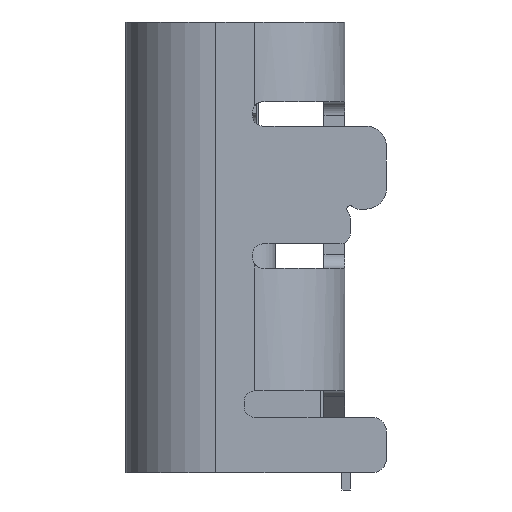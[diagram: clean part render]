
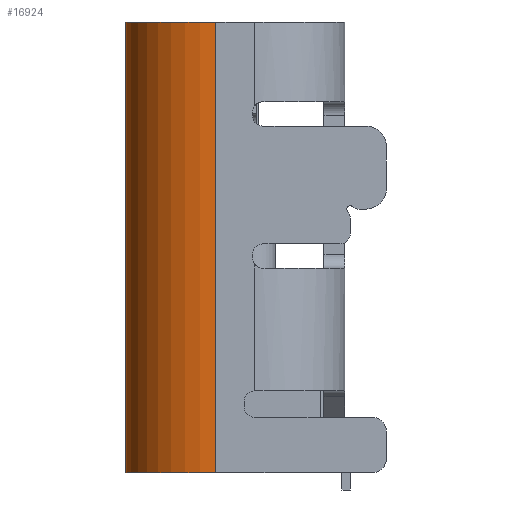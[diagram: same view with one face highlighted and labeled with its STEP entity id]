
A CAD part, left-side view. The second image highlights one B-rep face of the part: STEP entity #16924.
In plain terms, the highlighted cylindrical face has radius 1.3 mm (diameter 2.6 mm), a partial arc.
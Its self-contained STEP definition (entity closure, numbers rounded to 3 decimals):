
#954 = EDGE_CURVE ( 'NONE', #22653, #16890, #5021, .T. ) ;
#977 = CARTESIAN_POINT ( 'NONE',  ( -3.17, 1.94, -3.125 ) ) ;
#1462 = DIRECTION ( 'NONE',  ( 0., 0., 1. ) ) ;
#1498 = DIRECTION ( 'NONE',  ( 1., 0., 0. ) ) ;
#2451 = ORIENTED_EDGE ( 'NONE', *, *, #954, .F. ) ;
#2464 = ORIENTED_EDGE ( 'NONE', *, *, #7919, .T. ) ;
#2610 = CARTESIAN_POINT ( 'NONE',  ( -3.17, 3.24, 3.375 ) ) ;
#5021 = LINE ( 'NONE', #21613, #16434 ) ;
#6585 = CARTESIAN_POINT ( 'NONE',  ( -3.17, 1.94, 3.375 ) ) ;
#7064 = DIRECTION ( 'NONE',  ( 0., 0., -1. ) ) ;
#7606 = CIRCLE ( 'NONE', #10711, 1.3 ) ;
#7919 = EDGE_CURVE ( 'NONE', #15901, #16890, #7606, .T. ) ;
#9049 = EDGE_CURVE ( 'NONE', #22653, #10486, #12337, .T. ) ;
#10256 = CARTESIAN_POINT ( 'NONE',  ( -3.17, 3.24, -3.125 ) ) ;
#10433 = LINE ( 'NONE', #23657, #21888 ) ;
#10486 = VERTEX_POINT ( 'NONE', #14793 ) ;
#10580 = DIRECTION ( 'NONE',  ( 0., 0., 1. ) ) ;
#10711 = AXIS2_PLACEMENT_3D ( 'NONE', #6585, #7064, #1498 ) ;
#11867 = CARTESIAN_POINT ( 'NONE',  ( -3.17, 1.94, -3.125 ) ) ;
#11953 = AXIS2_PLACEMENT_3D ( 'NONE', #977, #17322, #15464 ) ;
#12337 = CIRCLE ( 'NONE', #11953, 1.3 ) ;
#13718 = ORIENTED_EDGE ( 'NONE', *, *, #15403, .T. ) ;
#14793 = CARTESIAN_POINT ( 'NONE',  ( -4.47, 1.94, -3.125 ) ) ;
#15403 = EDGE_CURVE ( 'NONE', #10486, #15901, #10433, .T. ) ;
#15464 = DIRECTION ( 'NONE',  ( 1., 0., 0. ) ) ;
#15634 = FACE_OUTER_BOUND ( 'NONE', #20680, .T. ) ;
#15857 = ORIENTED_EDGE ( 'NONE', *, *, #9049, .T. ) ;
#15901 = VERTEX_POINT ( 'NONE', #22738 ) ;
#16434 = VECTOR ( 'NONE', #10580, 1000. ) ;
#16890 = VERTEX_POINT ( 'NONE', #2610 ) ;
#16924 = ADVANCED_FACE ( 'NONE', ( #15634 ), #23247, .T. ) ;
#17322 = DIRECTION ( 'NONE',  ( 0., 0., 1. ) ) ;
#17378 = DIRECTION ( 'NONE',  ( 1., 0., 0. ) ) ;
#20680 = EDGE_LOOP ( 'NONE', ( #15857, #13718, #2464, #2451 ) ) ;
#21613 = CARTESIAN_POINT ( 'NONE',  ( -3.17, 3.24, -3.125 ) ) ;
#21868 = AXIS2_PLACEMENT_3D ( 'NONE', #11867, #23128, #17378 ) ;
#21888 = VECTOR ( 'NONE', #1462, 1000. ) ;
#22653 = VERTEX_POINT ( 'NONE', #10256 ) ;
#22738 = CARTESIAN_POINT ( 'NONE',  ( -4.47, 1.94, 3.375 ) ) ;
#23128 = DIRECTION ( 'NONE',  ( 0., 0., 1. ) ) ;
#23247 = CYLINDRICAL_SURFACE ( 'NONE', #21868, 1.3 ) ;
#23657 = CARTESIAN_POINT ( 'NONE',  ( -4.47, 1.94, -3.125 ) ) ;
